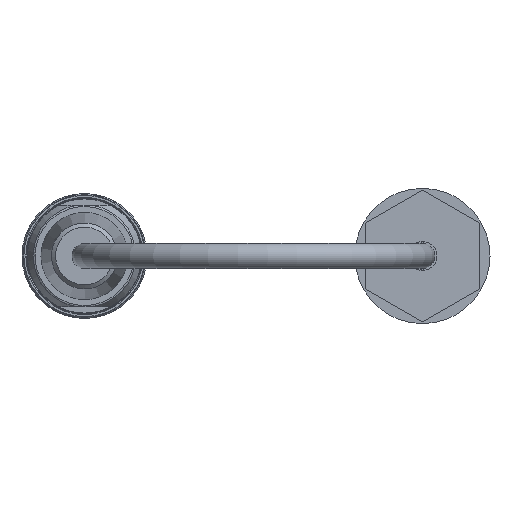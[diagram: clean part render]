
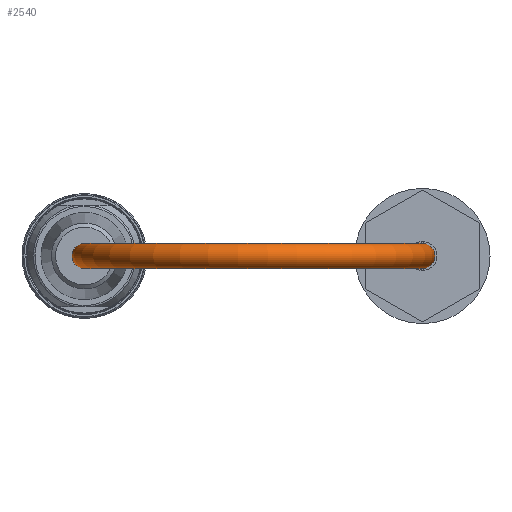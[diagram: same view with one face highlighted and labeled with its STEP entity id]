
A CAD part, left-side view. The second image highlights one B-rep face of the part: STEP entity #2540.
In plain terms, the highlighted toroidal (fillet/blend) face has major radius 25 mm and minor radius 1.85 mm.
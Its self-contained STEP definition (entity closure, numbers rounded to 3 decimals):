
#555=FACE_BOUND('',#917,.T.);
#703=FACE_OUTER_BOUND('',#916,.T.);
#916=EDGE_LOOP('',(#2060));
#917=EDGE_LOOP('',(#2061));
#1113=CIRCLE('',#2820,1.85);
#1114=CIRCLE('',#2822,1.85);
#1288=VERTEX_POINT('',#4321);
#1289=VERTEX_POINT('',#4324);
#1564=EDGE_CURVE('',#1288,#1288,#1113,.T.);
#1565=EDGE_CURVE('',#1289,#1289,#1114,.T.);
#2060=ORIENTED_EDGE('',*,*,#1564,.F.);
#2061=ORIENTED_EDGE('',*,*,#1565,.T.);
#2263=TOROIDAL_SURFACE('',#2821,25.,1.85);
#2540=ADVANCED_FACE('',(#703,#555),#2263,.T.);
#2820=AXIS2_PLACEMENT_3D('',#4322,#3394,#3395);
#2821=AXIS2_PLACEMENT_3D('',#4323,#3396,#3397);
#2822=AXIS2_PLACEMENT_3D('',#4325,#3398,#3399);
#3394=DIRECTION('center_axis',(1.,0.,0.));
#3395=DIRECTION('ref_axis',(0.,0.,-1.));
#3396=DIRECTION('center_axis',(0.,0.,
-1.));
#3397=DIRECTION('ref_axis',(-1.,0.,0.));
#3398=DIRECTION('center_axis',(-1.,0.,0.));
#3399=DIRECTION('ref_axis',(0.,0.,-1.));
#4321=CARTESIAN_POINT('',(-88.,50.,1.85));
#4322=CARTESIAN_POINT('Origin',(-88.,50.,0.));
#4323=CARTESIAN_POINT('Origin',(-88.,25.,0.));
#4324=CARTESIAN_POINT('',(-88.,0.,1.85));
#4325=CARTESIAN_POINT('Origin',(-88.,0.,0.));
